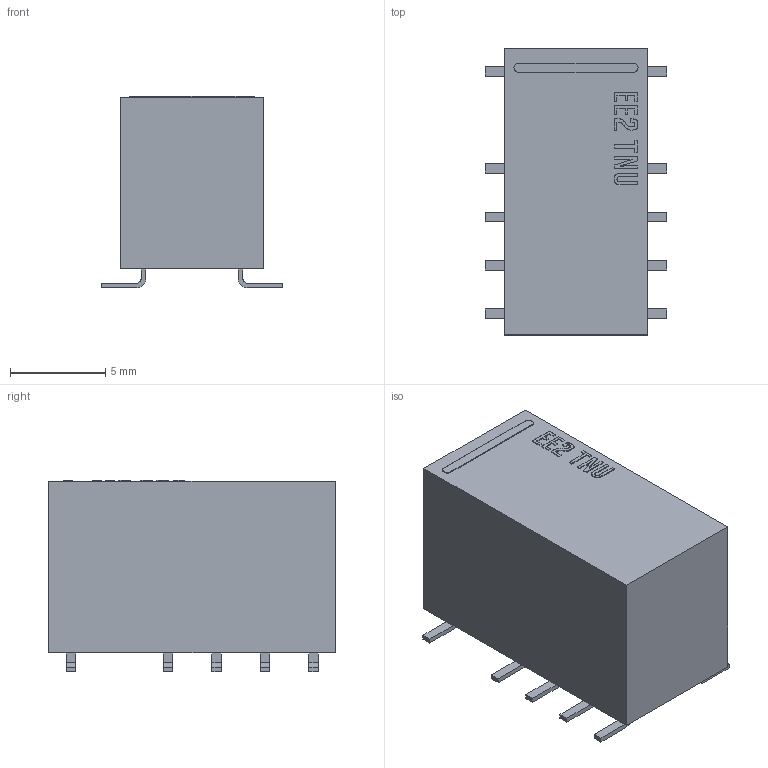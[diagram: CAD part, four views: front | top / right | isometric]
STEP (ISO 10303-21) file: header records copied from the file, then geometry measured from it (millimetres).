
FILE_DESCRIPTION(('FreeCAD Model'),'2;1');
FILE_NAME('Kemet_EE2-TNU.step','2019-07-22T20:06:17',('Author'),(''), 'Open CASCADE STEP processor 7.3','FreeCAD','Unknown');
FILE_SCHEMA(('AUTOMOTIVE_DESIGN { 1 0 10303 214 1 1 1 1 }'));
Length unit declared in the file: millimetre
Products named in the file (1): EE2-TNU
Bounding box: 9.5 x 15 x 10.05 mm (x, y, z)
Volume: 1008.6 mm3; surface area: 683.3 mm2
Topology: 1 solids, 1 shells, 217 faces, 588 edges, 392 vertices
Faces by surface type: plane 155, extrusion 36, cylinder 26
Entity records: 8338 total; most frequent: CARTESIAN_POINT 1414, ORIENTED_EDGE 1176, DIRECTION 968, EDGE_CURVE 588, VECTOR 500, LINE 464, VERTEX_POINT 392, FACE_BOUND 236
